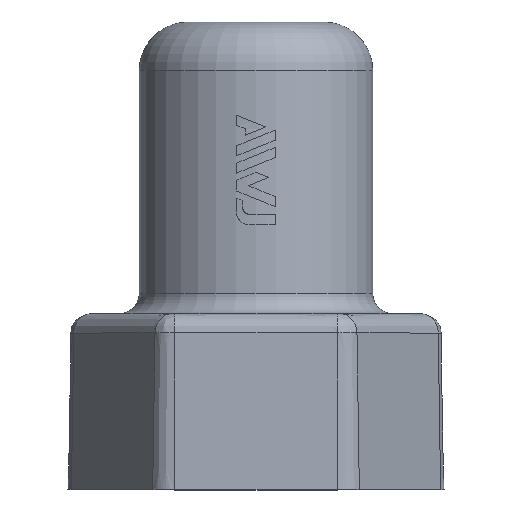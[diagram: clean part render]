
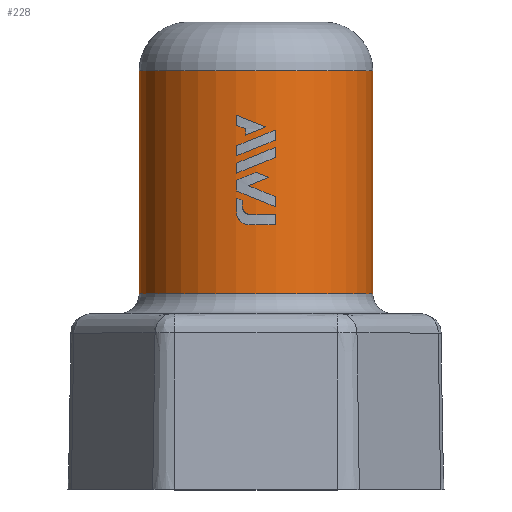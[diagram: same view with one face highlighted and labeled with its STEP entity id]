
A CAD part, top view. The second image highlights one B-rep face of the part: STEP entity #228.
In plain terms, the highlighted cylindrical face has radius 12 mm (diameter 24 mm), a partial arc.
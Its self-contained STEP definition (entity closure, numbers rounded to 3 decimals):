
#228=ADVANCED_FACE('',(#775),#776,.T.);
#775=FACE_OUTER_BOUND('',#1945,.T.);
#776=CYLINDRICAL_SURFACE('',#1946,12.0);
#1945=EDGE_LOOP('',(#6626,#6627,#6628,#6629));
#1946=AXIS2_PLACEMENT_3D('',#6630,#6631,#6632);
#6626=ORIENTED_EDGE('',*,*,#8569,.T.);
#6627=ORIENTED_EDGE('',*,*,#8583,.T.);
#6628=ORIENTED_EDGE('',*,*,#8571,.T.);
#6629=ORIENTED_EDGE('',*,*,#8565,.T.);
#6630=CARTESIAN_POINT('',(0.0,16.0,0.0));
#6631=DIRECTION('',(0.,1.0,0.));
#6632=DIRECTION('',(1.0,0.,0.));
#8565=EDGE_CURVE('',#9872,#9869,#9873,.F.);
#8569=EDGE_CURVE('',#9869,#9879,#9880,.T.);
#8571=EDGE_CURVE('',#9882,#9872,#9883,.T.);
#8583=EDGE_CURVE('',#9879,#9882,#9904,.T.);
#9869=VERTEX_POINT('',#12140);
#9872=VERTEX_POINT('',#12143);
#9873=CIRCLE('',#12144,12.0);
#9879=VERTEX_POINT('',#12150);
#9880=LINE('',#12151,#12152);
#9882=VERTEX_POINT('',#12154);
#9883=LINE('',#12155,#12156);
#9904=CIRCLE('',#12177,12.0);
#12140=CARTESIAN_POINT('',(12.0,20.094,0.));
#12143=CARTESIAN_POINT('',(-12.0,20.094,0.));
#12144=AXIS2_PLACEMENT_3D('',#17175,#17176,#17177);
#12150=CARTESIAN_POINT('',(12.0,43.0,0.));
#12151=CARTESIAN_POINT('',(12.0,31.547,0.));
#12152=VECTOR('',#17187,1.0);
#12154=CARTESIAN_POINT('',(-12.0,43.0,0.));
#12155=CARTESIAN_POINT('',(-12.0,31.547,0.));
#12156=VECTOR('',#17191,1.0);
#12177=AXIS2_PLACEMENT_3D('',#17225,#17226,#17227);
#17175=CARTESIAN_POINT('',(0.,20.094,0.));
#17176=DIRECTION('',(0.,-1.0,0.));
#17177=DIRECTION('',(1.0,0.,0.));
#17187=DIRECTION('',(0.,1.0,0.));
#17191=DIRECTION('',(0.,-1.0,0.));
#17225=CARTESIAN_POINT('',(0.,43.0,0.));
#17226=DIRECTION('',(0.,-1.0,0.));
#17227=DIRECTION('',(1.0,0.,0.));
